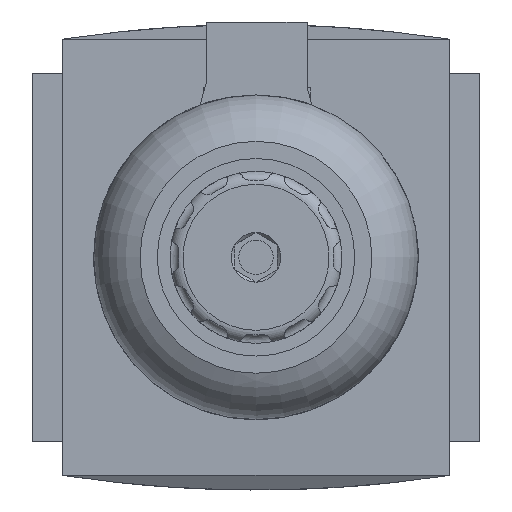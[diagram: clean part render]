
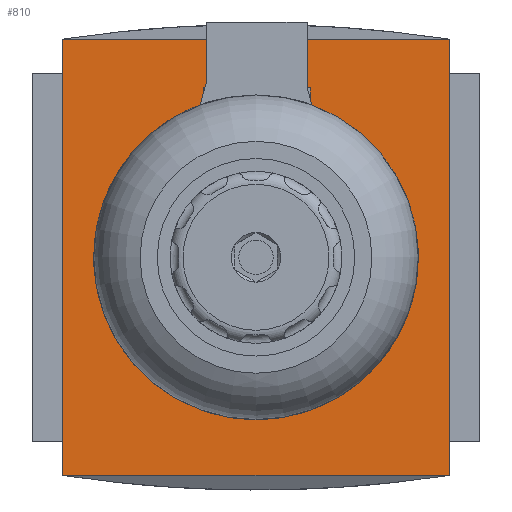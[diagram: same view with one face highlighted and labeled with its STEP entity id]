
A CAD part, front view. The second image highlights one B-rep face of the part: STEP entity #810.
In plain terms, the highlighted planar face has unit normal (0, -1, 0).
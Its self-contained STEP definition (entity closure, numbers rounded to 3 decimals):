
#810 = ADVANCED_FACE( '', ( #2116 ), #2117, .F. );
#2116 = FACE_OUTER_BOUND( '', #3987, .T. );
#2117 = PLANE( '', #3988 );
#3987 = EDGE_LOOP( '', ( #6190, #6191, #6192, #6193 ) );
#3988 = AXIS2_PLACEMENT_3D( '', #6194, #6195, #6196 );
#6190 = ORIENTED_EDGE( '', *, *, #11463, .F. );
#6191 = ORIENTED_EDGE( '', *, *, #11464, .T. );
#6192 = ORIENTED_EDGE( '', *, *, #11465, .F. );
#6193 = ORIENTED_EDGE( '', *, *, #11466, .T. );
#6194 = CARTESIAN_POINT( '', ( 0., -31., 122.903 ) );
#6195 = DIRECTION( '', ( 0., 1., 0. ) );
#6196 = DIRECTION( '', ( 0., 0., 1. ) );
#11463 = EDGE_CURVE( '', #13571, #13874, #13875, .T. );
#11464 = EDGE_CURVE( '', #13571, #13574, #13876, .T. );
#11465 = EDGE_CURVE( '', #13877, #13574, #13878, .T. );
#11466 = EDGE_CURVE( '', #13877, #13874, #13879, .T. );
#13571 = VERTEX_POINT( '', #16991 );
#13574 = VERTEX_POINT( '', #16995 );
#13874 = VERTEX_POINT( '', #17520 );
#13875 = LINE( '', #17521, #17522 );
#13876 = LINE( '', #17523, #17524 );
#13877 = VERTEX_POINT( '', #17525 );
#13878 = LINE( '', #17526, #17527 );
#13879 = LINE( '', #17528, #17529 );
#16991 = CARTESIAN_POINT( '', ( -22.5, -31., -25.4 ) );
#16995 = CARTESIAN_POINT( '', ( 22.5, -31., -25.4 ) );
#17520 = CARTESIAN_POINT( '', ( -22.5, -31., 25.4 ) );
#17521 = CARTESIAN_POINT( '', ( -22.5, -31., -25.4 ) );
#17522 = VECTOR( '', #22047, 1000. );
#17523 = CARTESIAN_POINT( '', ( 0., -31., -25.4 ) );
#17524 = VECTOR( '', #22048, 1000. );
#17525 = CARTESIAN_POINT( '', ( 22.5, -31., 25.4 ) );
#17526 = CARTESIAN_POINT( '', ( 22.5, -31., 25.4 ) );
#17527 = VECTOR( '', #22049, 1000. );
#17528 = CARTESIAN_POINT( '', ( 0., -31., 25.4 ) );
#17529 = VECTOR( '', #22050, 1000. );
#22047 = DIRECTION( '', ( 0., 0., 1. ) );
#22048 = DIRECTION( '', ( 1., 0., 0. ) );
#22049 = DIRECTION( '', ( 0., 0., -1. ) );
#22050 = DIRECTION( '', ( -1., 0., 0. ) );
